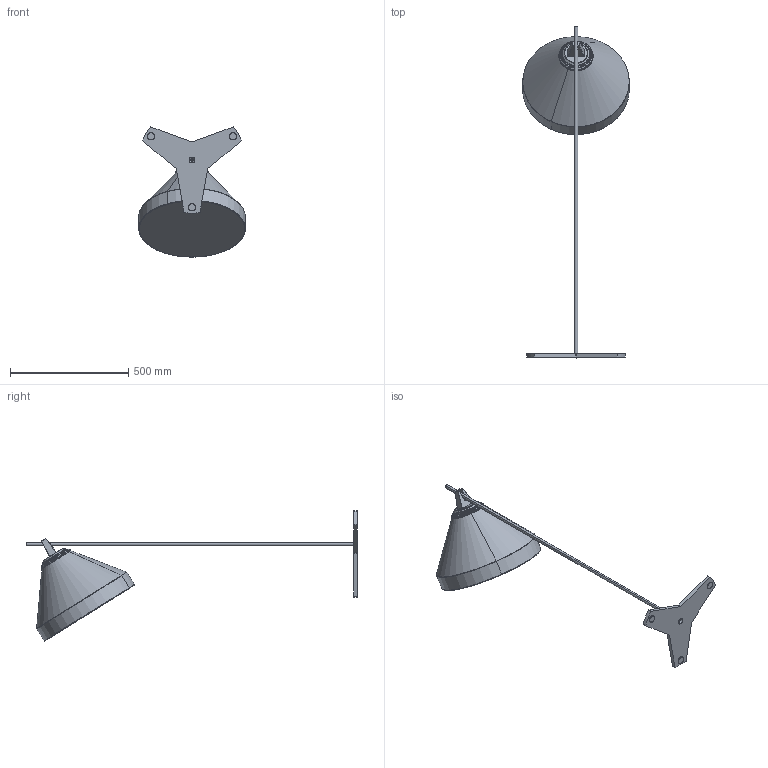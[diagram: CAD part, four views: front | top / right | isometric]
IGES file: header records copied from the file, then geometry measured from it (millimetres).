
Start section: SolidWorks IGES file using analytic representation for surfaces
Global section: file name: LI20M03_Default.igs; native system: SolidWorks 2011; preprocessor: SolidWorks 2011; author: stagers; date: 110706.114350; units: millimetre
Bounding box: 449.87 x 1403 x 550.26 mm (x, y, z)
Surface area: 775604.8 mm2 (no closed solid volume)
Topology: 0 solids, 0 shells, 132 faces, 1960 edges, 1958 vertices
Faces by surface type: bspline 69, revolution 63
